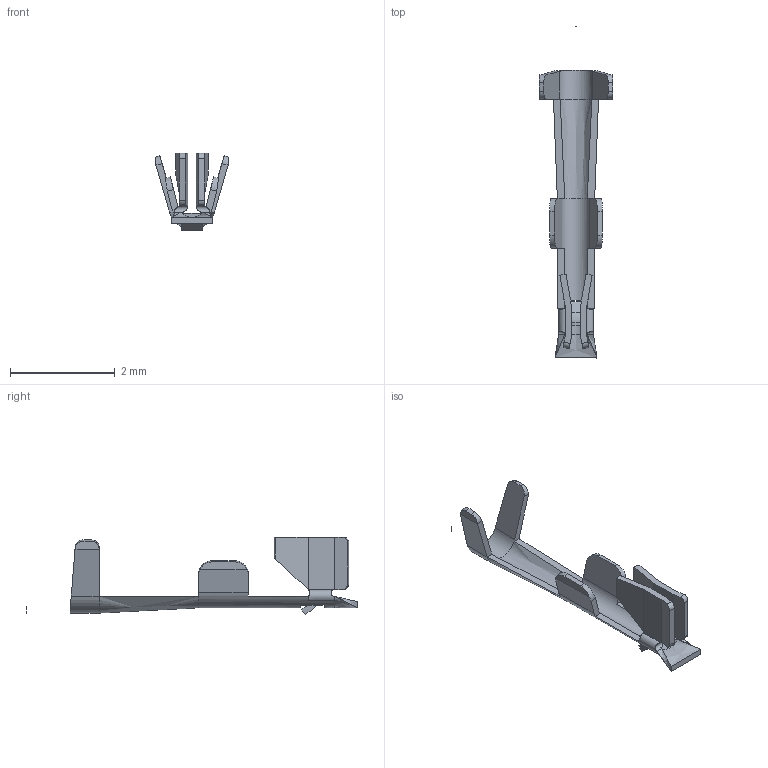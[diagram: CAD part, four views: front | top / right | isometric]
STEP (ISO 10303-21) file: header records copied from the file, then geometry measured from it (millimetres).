
FILE_DESCRIPTION( ( 'Unknown' ), '1' );
FILE_NAME( '66500113722DEC.stp', 'Unknown', ( 'Unknown' ), ( 'Unknown' ), 'PSStep 17.0.49', 'Unknown', ' ' );
FILE_SCHEMA( ( 'AUTOMOTIVE_DESIGN { 1 0 10303 214 1 1 1 1 }' ) );
Length unit declared in the file: millimetre
Products named in the file (2): 1; 2
Bounding box: 1.4 x 6.35 x 1.48 mm (x, y, z)
Volume: 1.1 mm3; surface area: 21.8 mm2
Topology: 2 solids, 2 shells, 108 faces, 272 edges, 168 vertices
Faces by surface type: plane 74, cylinder 28, bspline 6
Entity records: 4548 total; most frequent: CARTESIAN_POINT 1130, ORIENTED_EDGE 546, DIRECTION 490, EDGE_CURVE 273, LINE 178, VECTOR 178, VERTEX_POINT 170, AXIS2_PLACEMENT_3D 156
